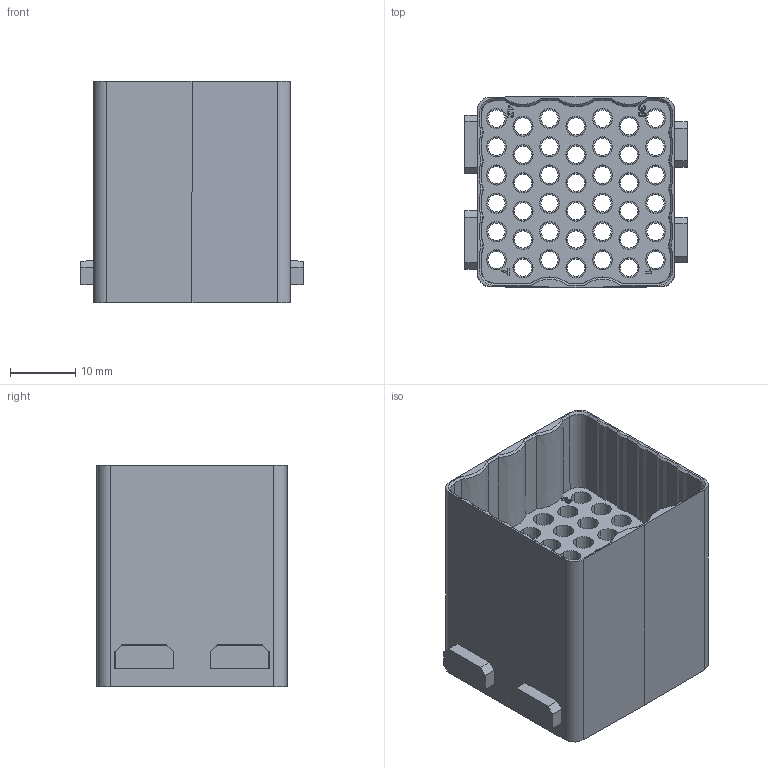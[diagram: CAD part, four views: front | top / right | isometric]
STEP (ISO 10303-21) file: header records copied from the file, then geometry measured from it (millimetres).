
FILE_DESCRIPTION((''),'2;1');
FILE_NAME('09140423001_100549213MOD000D_1','2018-05-07T',('wl.kang'),(''),'PRO/ENGINEER BY PARAMETRIC TECHNOLOGY CORPORATION, 2012480','PRO/ENGINEER BY PARAMETRIC TECHNOLOGY CORPORATION, 2012480','');
FILE_SCHEMA(('AUTOMOTIVE_DESIGN { 1 0 10303 214 1 1 1 1 }'));
Length unit declared in the file: millimetre
Products named in the file (1): 09140423001_100549213MOD000D_1
Bounding box: 34.2 x 29.35 x 34 mm (x, y, z)
Volume: 10632.6 mm3; surface area: 17048.4 mm2
Topology: 1 solids, 1 shells, 954 faces, 2287 edges, 1410 vertices
Faces by surface type: cone 478, plane 220, extrusion 164, cylinder 88, bspline 4
Entity records: 28937 total; most frequent: CARTESIAN_POINT 6741, ORIENTED_EDGE 4574, DIRECTION 4434, EDGE_CURVE 2287, AXIS2_PLACEMENT_3D 1597, VERTEX_POINT 1410, VECTOR 1240, EDGE_LOOP 1113
